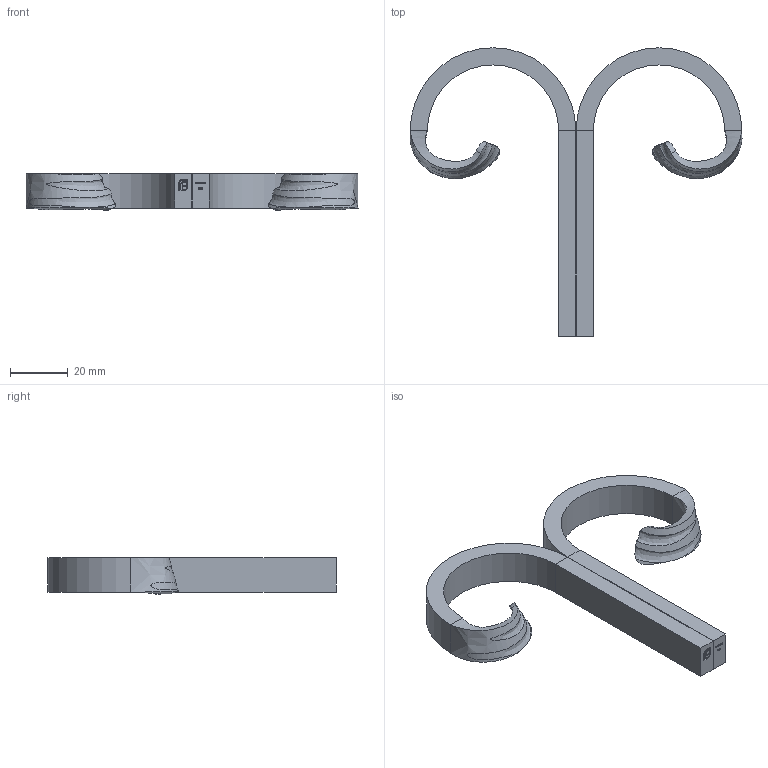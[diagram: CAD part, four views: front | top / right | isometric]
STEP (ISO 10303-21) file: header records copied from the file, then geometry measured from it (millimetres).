
FILE_DESCRIPTION (( 'STEP AP203' ), '1' );
FILE_NAME ('3049.STEP', '2023-07-12T12:36:38', ( '' ), ( '' ), 'SwSTEP 2.0', 'SolidWorks 2018', '' );
FILE_SCHEMA (( 'CONFIG_CONTROL_DESIGN' ));
Length unit declared in the file: millimetre
Products named in the file (1): 3049
Bounding box: 115.12 x 100 x 12.84 mm (x, y, z)
Volume: 24283.6 mm3; surface area: 13397.7 mm2
Topology: 2 solids, 2 shells, 252 faces, 671 edges, 442 vertices
Faces by surface type: plane 130, bspline 118, cylinder 4
Entity records: 14604 total; most frequent: CARTESIAN_POINT 9090, ORIENTED_EDGE 1342, DIRECTION 707, EDGE_CURVE 671, VERTEX_POINT 442, LINE 421, VECTOR 421, EDGE_LOOP 271
